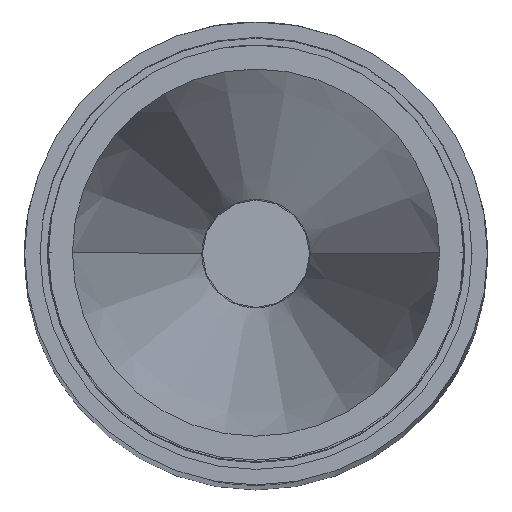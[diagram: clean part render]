
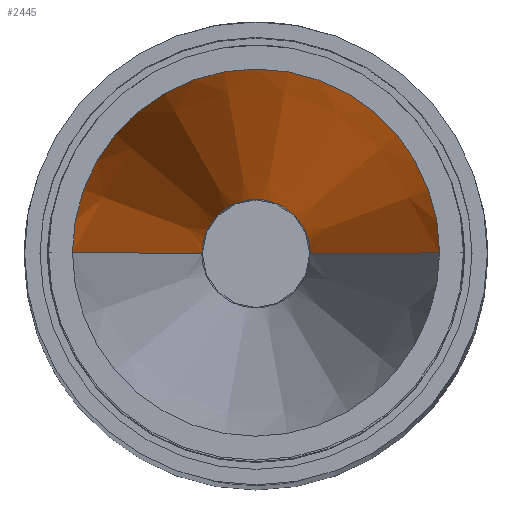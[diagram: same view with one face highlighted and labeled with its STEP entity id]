
A CAD part, top view. The second image highlights one B-rep face of the part: STEP entity #2445.
In plain terms, the highlighted conical face has half-angle 12 degrees and reference radius 3.35 mm.
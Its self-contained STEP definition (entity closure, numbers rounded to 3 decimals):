
#211 = VERTEX_POINT ( 'NONE', #2058 ) ;
#284 = CARTESIAN_POINT ( 'NONE',  ( -0.919, -0.751, -3.418 ) ) ;
#356 = CARTESIAN_POINT ( 'NONE',  ( 0., -0.751, 3.51 ) ) ;
#607 = EDGE_CURVE ( 'NONE', #211, #742, #3001, .T. ) ;
#642 = CARTESIAN_POINT ( 'NONE',  ( -3.51, -0.751, 0.459 ) ) ;
#693 = CARTESIAN_POINT ( 'NONE',  ( 0., -0.751, -3.51 ) ) ;
#742 = VERTEX_POINT ( 'NONE', #3726 ) ;
#749 = AXIS2_PLACEMENT_3D ( 'NONE', #1114, #2400, #1757 ) ;
#780 = B_SPLINE_CURVE_WITH_KNOTS ( 'NONE', 3,
 ( #693, #1319, #284, #2673, #1051, #1699, #3389, #2430, #3747, #642, #2717, #4032, #3022, #1077, #3411, #2053, #4011, #356 ),
 .UNSPECIFIED., .F., .F.,
 ( 4, 2, 2, 2, 2, 2, 2, 2, 4 ),
 ( 0.5, 0.563, 0.625, 0.688, 0.75, 0.813, 0.875, 0.938, 1. ),
 .UNSPECIFIED. ) ;
#786 = VERTEX_POINT ( 'NONE', #1882 ) ;
#793 = CARTESIAN_POINT ( 'NONE',  ( 0., -40.225, 0. ) ) ;
#1031 = CARTESIAN_POINT ( 'NONE',  ( 0., 0., 3.35 ) ) ;
#1051 = CARTESIAN_POINT ( 'NONE',  ( -2.157, -0.751, -2.807 ) ) ;
#1077 = CARTESIAN_POINT ( 'NONE',  ( -2.157, -0.751, 2.807 ) ) ;
#1114 = CARTESIAN_POINT ( 'NONE',  ( 0., 0., 0. ) ) ;
#1319 = CARTESIAN_POINT ( 'NONE',  ( -0.459, -0.751, -3.51 ) ) ;
#1520 = ORIENTED_EDGE ( 'NONE', *, *, #607, .F. ) ;
#1699 = CARTESIAN_POINT ( 'NONE',  ( -2.807, -0.751, -2.157 ) ) ;
#1757 = DIRECTION ( 'NONE',  ( 0., 0., -1. ) ) ;
#1823 = CONICAL_SURFACE ( 'NONE', #749, 3.35, 0.209 ) ;
#1882 = CARTESIAN_POINT ( 'NONE',  ( 0., -0.751, -3.51 ) ) ;
#2000 = LINE ( 'NONE', #2672, #2108 ) ;
#2053 = CARTESIAN_POINT ( 'NONE',  ( -0.919, -0.751, 3.418 ) ) ;
#2058 = CARTESIAN_POINT ( 'NONE',  ( 0., -40.225, -11.9 ) ) ;
#2108 = VECTOR ( 'NONE', #4082, 1000. ) ;
#2132 = DIRECTION ( 'NONE',  ( 0., 1., 0. ) ) ;
#2220 = DIRECTION ( 'NONE',  ( 0., 0., 1. ) ) ;
#2238 = AXIS2_PLACEMENT_3D ( 'NONE', #793, #2132, #2220 ) ;
#2266 = ORIENTED_EDGE ( 'NONE', *, *, #4189, .T. ) ;
#2400 = DIRECTION ( 'NONE',  ( 0., -1., 0. ) ) ;
#2430 = CARTESIAN_POINT ( 'NONE',  ( -3.418, -0.751, -0.919 ) ) ;
#2433 = VERTEX_POINT ( 'NONE', #2971 ) ;
#2445 = ADVANCED_FACE ( 'NONE', ( #3450 ), #1823, .F. ) ;
#2672 = CARTESIAN_POINT ( 'NONE',  ( 0., 0., -3.35 ) ) ;
#2673 = CARTESIAN_POINT ( 'NONE',  ( -1.768, -0.751, -3.067 ) ) ;
#2679 = VECTOR ( 'NONE', #3413, 1000. ) ;
#2717 = CARTESIAN_POINT ( 'NONE',  ( -3.418, -0.751, 0.919 ) ) ;
#2971 = CARTESIAN_POINT ( 'NONE',  ( 0., -0.751, 3.51 ) ) ;
#3001 = CIRCLE ( 'NONE', #2238, 11.9 ) ;
#3022 = CARTESIAN_POINT ( 'NONE',  ( -2.807, -0.751, 2.157 ) ) ;
#3369 = LINE ( 'NONE', #1031, #2679 ) ;
#3389 = CARTESIAN_POINT ( 'NONE',  ( -3.067, -0.751, -1.768 ) ) ;
#3411 = CARTESIAN_POINT ( 'NONE',  ( -1.768, -0.751, 3.067 ) ) ;
#3413 = DIRECTION ( 'NONE',  ( 0., -0.978, 0.208 ) ) ;
#3450 = FACE_OUTER_BOUND ( 'NONE', #3791, .T. ) ;
#3726 = CARTESIAN_POINT ( 'NONE',  ( 0., -40.225, 11.9 ) ) ;
#3747 = CARTESIAN_POINT ( 'NONE',  ( -3.51, -0.751, -0.459 ) ) ;
#3762 = EDGE_CURVE ( 'NONE', #2433, #742, #3369, .T. ) ;
#3791 = EDGE_LOOP ( 'NONE', ( #2266, #3851, #1520, #4361 ) ) ;
#3851 = ORIENTED_EDGE ( 'NONE', *, *, #3762, .T. ) ;
#4011 = CARTESIAN_POINT ( 'NONE',  ( -0.459, -0.751, 3.51 ) ) ;
#4032 = CARTESIAN_POINT ( 'NONE',  ( -3.067, -0.751, 1.768 ) ) ;
#4082 = DIRECTION ( 'NONE',  ( 0., -0.978, -0.208 ) ) ;
#4189 = EDGE_CURVE ( 'NONE', #786, #2433, #780, .T. ) ;
#4325 = EDGE_CURVE ( 'NONE', #786, #211, #2000, .T. ) ;
#4361 = ORIENTED_EDGE ( 'NONE', *, *, #4325, .F. ) ;
